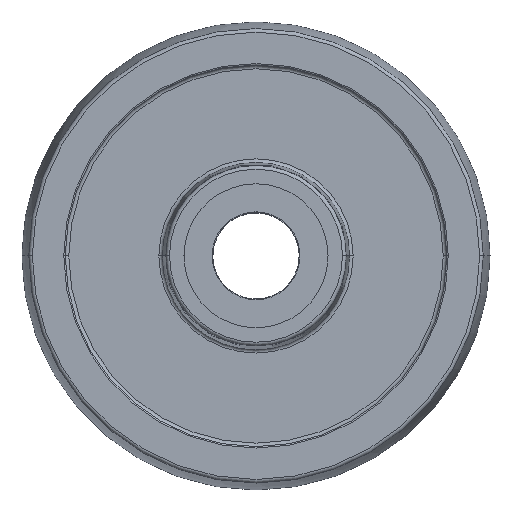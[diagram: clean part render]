
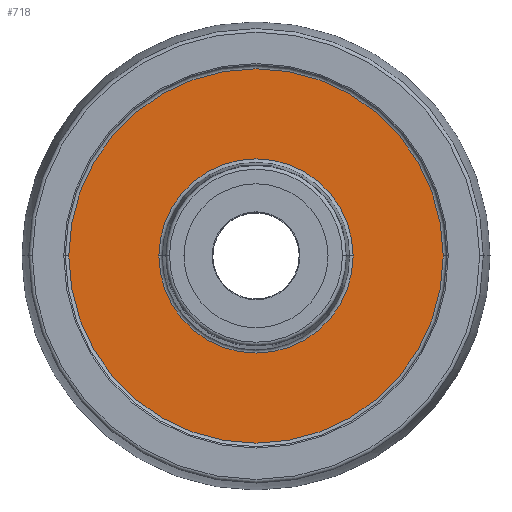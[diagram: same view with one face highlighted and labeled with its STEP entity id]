
A CAD part, top view. The second image highlights one B-rep face of the part: STEP entity #718.
In plain terms, the highlighted planar face has unit normal (0, 0, 1).
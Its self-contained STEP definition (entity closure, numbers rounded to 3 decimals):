
#31 = VERTEX_POINT ( 'NONE', #936 ) ;
#97 = CIRCLE ( 'NONE', #1514, 26. ) ;
#221 = ORIENTED_EDGE ( 'NONE', *, *, #1164, .T. ) ;
#232 = EDGE_LOOP ( 'NONE', ( #2318, #221 ) ) ;
#303 = EDGE_CURVE ( 'NONE', #2438, #2055, #1171, .T. ) ;
#307 = DIRECTION ( 'NONE',  ( 1., 0., 0. ) ) ;
#411 = CARTESIAN_POINT ( 'NONE',  ( 0., 0., 2.5 ) ) ;
#428 = CARTESIAN_POINT ( 'NONE',  ( 0., 0., 2.5 ) ) ;
#475 = CARTESIAN_POINT ( 'NONE',  ( 0., 0., 2.5 ) ) ;
#557 = DIRECTION ( 'NONE',  ( 1., 0., 0. ) ) ;
#559 = CARTESIAN_POINT ( 'NONE',  ( 13.486, 0., 2.5 ) ) ;
#601 = ORIENTED_EDGE ( 'NONE', *, *, #303, .T. ) ;
#602 = EDGE_CURVE ( 'NONE', #2055, #2438, #2288, .T. ) ;
#618 = CIRCLE ( 'NONE', #2363, 26. ) ;
#619 = EDGE_CURVE ( 'NONE', #1844, #31, #97, .T. ) ;
#718 = ADVANCED_FACE ( 'NONE', ( #1281, #2056 ), #1864, .T. ) ;
#916 = CARTESIAN_POINT ( 'NONE',  ( -13.486, 0., 2.5 ) ) ;
#936 = CARTESIAN_POINT ( 'NONE',  ( -26., 0., 2.5 ) ) ;
#980 = DIRECTION ( 'NONE',  ( 0., 0., 1. ) ) ;
#1001 = AXIS2_PLACEMENT_3D ( 'NONE', #411, #1008, #1766 ) ;
#1008 = DIRECTION ( 'NONE',  ( 0., 0., -1. ) ) ;
#1027 = DIRECTION ( 'NONE',  ( 1., 0., 0. ) ) ;
#1050 = AXIS2_PLACEMENT_3D ( 'NONE', #1169, #980, #557 ) ;
#1164 = EDGE_CURVE ( 'NONE', #31, #1844, #618, .T. ) ;
#1169 = CARTESIAN_POINT ( 'NONE',  ( 0., 26.5, 2.5 ) ) ;
#1171 = CIRCLE ( 'NONE', #1001, 13.486 ) ;
#1192 = AXIS2_PLACEMENT_3D ( 'NONE', #1599, #2407, #1027 ) ;
#1281 = FACE_BOUND ( 'NONE', #2267, .T. ) ;
#1320 = ORIENTED_EDGE ( 'NONE', *, *, #602, .T. ) ;
#1514 = AXIS2_PLACEMENT_3D ( 'NONE', #475, #2165, #2383 ) ;
#1599 = CARTESIAN_POINT ( 'NONE',  ( 0., 0., 2.5 ) ) ;
#1766 = DIRECTION ( 'NONE',  ( 1., 0., 0. ) ) ;
#1844 = VERTEX_POINT ( 'NONE', #2453 ) ;
#1864 = PLANE ( 'NONE',  #1050 ) ;
#2055 = VERTEX_POINT ( 'NONE', #916 ) ;
#2056 = FACE_OUTER_BOUND ( 'NONE', #232, .T. ) ;
#2165 = DIRECTION ( 'NONE',  ( 0., 0., 1. ) ) ;
#2267 = EDGE_LOOP ( 'NONE', ( #601, #1320 ) ) ;
#2288 = CIRCLE ( 'NONE', #1192, 13.486 ) ;
#2318 = ORIENTED_EDGE ( 'NONE', *, *, #619, .T. ) ;
#2363 = AXIS2_PLACEMENT_3D ( 'NONE', #428, #2421, #307 ) ;
#2383 = DIRECTION ( 'NONE',  ( 1., 0., 0. ) ) ;
#2407 = DIRECTION ( 'NONE',  ( 0., 0., -1. ) ) ;
#2421 = DIRECTION ( 'NONE',  ( 0., 0., 1. ) ) ;
#2438 = VERTEX_POINT ( 'NONE', #559 ) ;
#2453 = CARTESIAN_POINT ( 'NONE',  ( 26., 0., 2.5 ) ) ;
